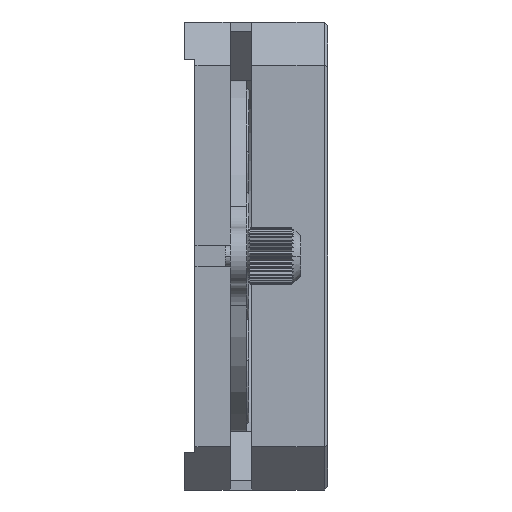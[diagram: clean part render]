
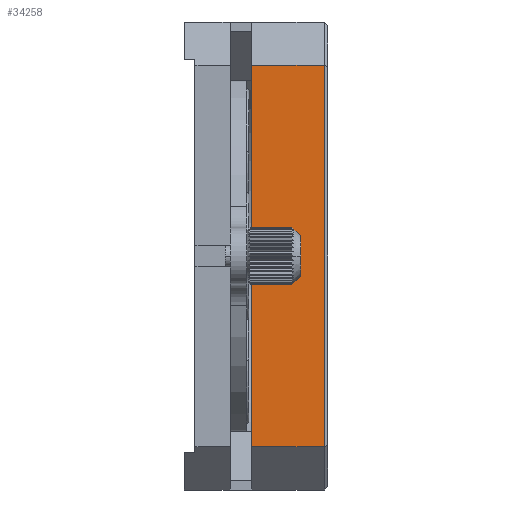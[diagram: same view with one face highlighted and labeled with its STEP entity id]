
A CAD part, left-side view. The second image highlights one B-rep face of the part: STEP entity #34258.
In plain terms, the highlighted planar face has unit normal (-1, 0, 0).
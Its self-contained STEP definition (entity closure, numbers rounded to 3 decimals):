
#3575=DIRECTION('',(0.,0.,-1.));
#3576=VECTOR('',#3575,53.2);
#3577=CARTESIAN_POINT('',(-32.6,0.5,26.6));
#3578=LINE('',#3577,#3576);
#3579=DIRECTION('',(0.,-1.,0.));
#3580=VECTOR('',#3579,10.1);
#3581=CARTESIAN_POINT('',(-32.6,10.6,-26.6));
#3582=LINE('',#3581,#3580);
#3583=DIRECTION('',(0.,-1.,0.));
#3584=VECTOR('',#3583,10.1);
#3585=CARTESIAN_POINT('',(-32.6,10.6,26.6));
#3586=LINE('',#3585,#3584);
#3619=DIRECTION('',(0.,0.,1.));
#3620=VECTOR('',#3619,53.2);
#3621=CARTESIAN_POINT('',(-32.6,10.6,-26.6));
#3622=LINE('',#3621,#3620);
#31734=CARTESIAN_POINT('',(-32.6,10.6,26.6));
#31736=VERTEX_POINT('',#31734);
#31739=CARTESIAN_POINT('',(-32.6,10.6,-26.6));
#31741=VERTEX_POINT('',#31739);
#31750=CARTESIAN_POINT('',(-32.6,0.5,-26.6));
#31751=VERTEX_POINT('',#31750);
#31754=CARTESIAN_POINT('',(-32.6,0.5,26.6));
#31755=VERTEX_POINT('',#31754);
#34245=CARTESIAN_POINT('',(-32.6,0.,-32.6));
#34246=DIRECTION('',(-1.,0.,0.));
#34247=DIRECTION('',(0.,0.,1.));
#34248=AXIS2_PLACEMENT_3D('',#34245,#34246,#34247);
#34249=PLANE('',#34248);
#34250=ORIENTED_EDGE('',*,*,#34236,.T.);
#34252=ORIENTED_EDGE('',*,*,#34251,.F.);
#34254=ORIENTED_EDGE('',*,*,#34253,.T.);
#34255=ORIENTED_EDGE('',*,*,#34210,.T.);
#34256=EDGE_LOOP('',(#34250,#34252,#34254,#34255));
#34257=FACE_OUTER_BOUND('',#34256,.F.);
#34258=ADVANCED_FACE('',(#34257),#34249,.T.);
#34210=EDGE_CURVE('',#31736,#31755,#3586,.T.);
#34236=EDGE_CURVE('',#31755,#31751,#3578,.T.);
#34251=EDGE_CURVE('',#31741,#31751,#3582,.T.);
#34253=EDGE_CURVE('',#31741,#31736,#3622,.T.);
